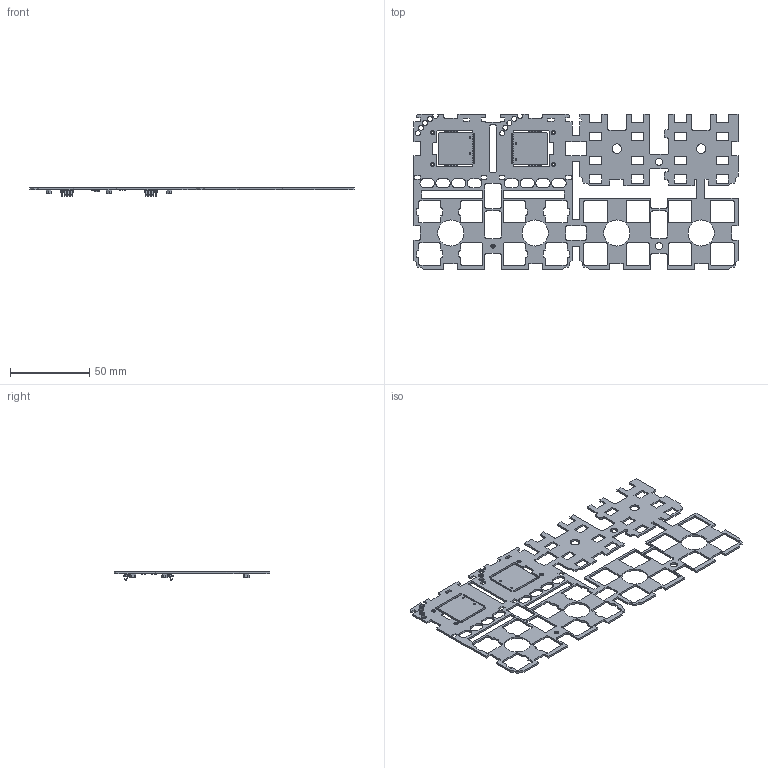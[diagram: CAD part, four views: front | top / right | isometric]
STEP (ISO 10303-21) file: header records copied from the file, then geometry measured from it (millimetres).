
FILE_DESCRIPTION(('KiCad electronic assembly'),'2;1');
FILE_NAME('PCBA-VSNX-LCDMOUNT-3D.step','2024-11-25T09:09:12',('Pcbnew'), ('Kicad'),'Open CASCADE STEP processor 7.6','KiCad to STEP converter', 'Unknown');
FILE_SCHEMA(('AUTOMOTIVE_DESIGN { 1 0 10303 214 1 1 1 1 }'));
Length unit declared in the file: millimetre
Products named in the file (12): PCBA-VSNX-LCDMOUNT-3D 1; R_0402_1005Metric; battery_conn; battery_spring; SMD_NUT_M1.6x2.5; Pocket; C_0402_1005Metric; SOT-23; SOT_23; kibot_x3s4sm1l_PCB
Assembly tree (29 placements, depth 3):
  PCBA-VSNX-LCDMOUNT-3D 1
    R_0402_1005Metric  x9
      R_0402_1005Metric
    battery_conn  x4
      battery_spring
    SMD_NUT_M1.6x2.5  x5
      Pocket
    C_0402_1005Metric  x4
      C_0402_1005Metric
    SOT-23
      SOT_23
    kibot_x3s4sm1l_PCB
Bounding box: 205 x 98.5 x 5.3 mm (x, y, z)
Volume: 13086.9 mm3; surface area: 27665.3 mm2
Topology: 40 solids, 40 shells, 2106 faces, 5849 edges, 3820 vertices
Faces by surface type: plane 1354, cylinder 693, bspline 59
Full cylindrical faces by diameter (mm): 1 x30, 1.6 x5, 2.41 x5, 2.6 x5, 3.2 x8, 4.5 x2, 6 x2, 16.5 x4
Entity records: 36673 total; most frequent: CARTESIAN_POINT 6430, ORIENTED_EDGE 6140, DIRECTION 5902, EDGE_CURVE 3070, LINE 2258, VECTOR 2258, VERTEX_POINT 2018, AXIS2_PLACEMENT_3D 1822
